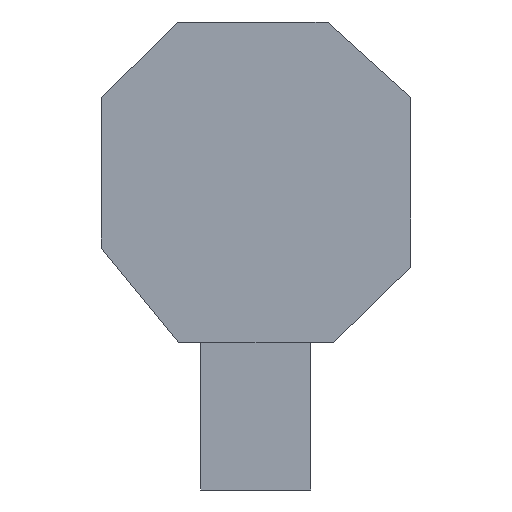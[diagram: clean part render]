
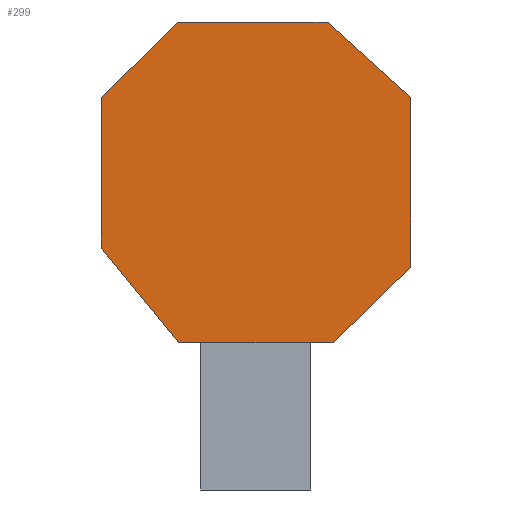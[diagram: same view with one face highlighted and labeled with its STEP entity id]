
A CAD part, front view. The second image highlights one B-rep face of the part: STEP entity #299.
In plain terms, the highlighted planar face has unit normal (0, -1, 0).
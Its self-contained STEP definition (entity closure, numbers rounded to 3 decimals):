
#34=FACE_OUTER_BOUND('',#51,.T.);
#51=EDGE_LOOP('',(#261,#262,#263,#264,#265,#266,#267,#268));
#65=LINE('',#437,#102);
#69=LINE('',#450,#106);
#72=LINE('',#456,#109);
#75=LINE('',#462,#112);
#78=LINE('',#468,#115);
#81=LINE('',#474,#118);
#84=LINE('',#480,#121);
#87=LINE('',#485,#124);
#102=VECTOR('',#357,10.);
#106=VECTOR('',#371,10.);
#109=VECTOR('',#376,10.);
#112=VECTOR('',#381,10.);
#115=VECTOR('',#386,10.);
#118=VECTOR('',#391,10.);
#121=VECTOR('',#396,10.);
#124=VECTOR('',#401,10.);
#135=VERTEX_POINT('',#434);
#136=VERTEX_POINT('',#436);
#140=VERTEX_POINT('',#449);
#142=VERTEX_POINT('',#455);
#144=VERTEX_POINT('',#461);
#146=VERTEX_POINT('',#467);
#148=VERTEX_POINT('',#473);
#150=VERTEX_POINT('',#479);
#165=EDGE_CURVE('',#135,#136,#65,.T.);
#171=EDGE_CURVE('',#135,#140,#69,.T.);
#174=EDGE_CURVE('',#140,#142,#72,.T.);
#177=EDGE_CURVE('',#144,#142,#75,.T.);
#180=EDGE_CURVE('',#144,#146,#78,.T.);
#183=EDGE_CURVE('',#146,#148,#81,.T.);
#186=EDGE_CURVE('',#148,#150,#84,.T.);
#189=EDGE_CURVE('',#150,#136,#87,.T.);
#261=ORIENTED_EDGE('',*,*,#165,.F.);
#262=ORIENTED_EDGE('',*,*,#171,.T.);
#263=ORIENTED_EDGE('',*,*,#174,.T.);
#264=ORIENTED_EDGE('',*,*,#177,.F.);
#265=ORIENTED_EDGE('',*,*,#180,.T.);
#266=ORIENTED_EDGE('',*,*,#183,.T.);
#267=ORIENTED_EDGE('',*,*,#186,.T.);
#268=ORIENTED_EDGE('',*,*,#189,.T.);
#283=PLANE('',#331);
#299=ADVANCED_FACE('',(#34),#283,.F.);
#331=AXIS2_PLACEMENT_3D('',#488,#405,#406);
#357=DIRECTION('',(-1.,0.,0.));
#371=DIRECTION('',(0.716,0.,0.698));
#376=DIRECTION('',(0.,0.,1.));
#381=DIRECTION('',(0.743,0.,-0.67));
#386=DIRECTION('',(-1.,0.,0.));
#391=DIRECTION('',(-0.716,0.,-0.698));
#396=DIRECTION('',(0.,0.,-1.));
#401=DIRECTION('',(0.633,0.,-0.774));
#405=DIRECTION('center_axis',(0.,1.,0.));
#406=DIRECTION('ref_axis',(1.,0.,0.));
#434=CARTESIAN_POINT('',(51.895,0.,0.));
#436=CARTESIAN_POINT('',(17.295,0.,0.));
#437=CARTESIAN_POINT('',(51.895,0.,0.));
#449=CARTESIAN_POINT('',(69.19,0.,16.86));
#450=CARTESIAN_POINT('',(51.895,0.,0.));
#455=CARTESIAN_POINT('',(69.19,0.,54.88));
#456=CARTESIAN_POINT('',(69.19,0.,16.86));
#461=CARTESIAN_POINT('',(50.488,0.,71.74));
#462=CARTESIAN_POINT('',(50.488,0.,71.74));
#467=CARTESIAN_POINT('',(17.3,0.,71.74));
#468=CARTESIAN_POINT('',(34.6,0.,71.74));
#473=CARTESIAN_POINT('',(0.,0.,54.88));
#474=CARTESIAN_POINT('',(17.3,0.,71.74));
#479=CARTESIAN_POINT('',(0.,0.,21.16));
#480=CARTESIAN_POINT('',(0.,0.,54.88));
#485=CARTESIAN_POINT('',(0.,0.,21.16));
#488=CARTESIAN_POINT('Origin',(34.595,0.,35.87));
